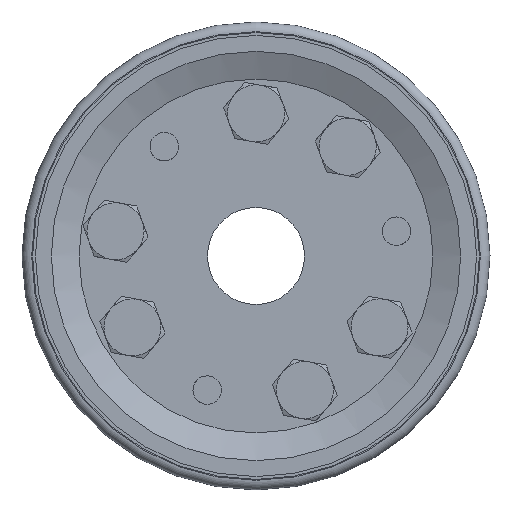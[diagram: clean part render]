
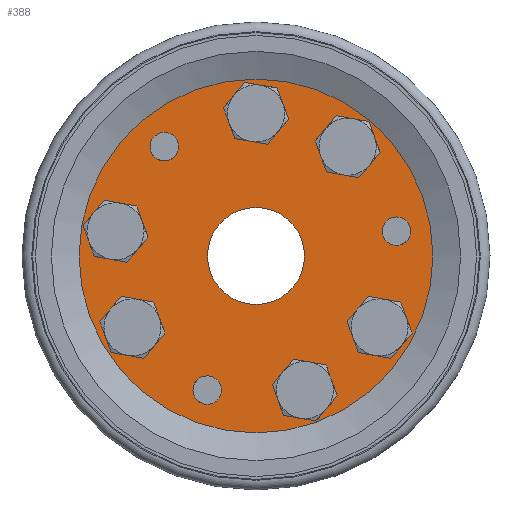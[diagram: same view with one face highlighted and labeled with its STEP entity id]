
A CAD part, left-side view. The second image highlights one B-rep face of the part: STEP entity #388.
In plain terms, the highlighted planar face has unit normal (-1, 0, 0).
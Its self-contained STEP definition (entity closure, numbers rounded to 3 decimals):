
#388 = ADVANCED_FACE( '', ( #1111, #1112, #1113, #1114, #1115, #1116, #1117, #1118, #1119, #1120, #1121 ), #1122, .T. );
#1111 = FACE_BOUND( '', #2344, .T. );
#1112 = FACE_BOUND( '', #2345, .T. );
#1113 = FACE_BOUND( '', #2346, .T. );
#1114 = FACE_BOUND( '', #2347, .T. );
#1115 = FACE_BOUND( '', #2348, .T. );
#1116 = FACE_BOUND( '', #2349, .T. );
#1117 = FACE_OUTER_BOUND( '', #2350, .T. );
#1118 = FACE_BOUND( '', #2351, .T. );
#1119 = FACE_BOUND( '', #2352, .T. );
#1120 = FACE_BOUND( '', #2353, .T. );
#1121 = FACE_BOUND( '', #2354, .T. );
#1122 = PLANE( '', #2355 );
#2344 = EDGE_LOOP( '', ( #3603 ) );
#2345 = EDGE_LOOP( '', ( #3604 ) );
#2346 = EDGE_LOOP( '', ( #3605 ) );
#2347 = EDGE_LOOP( '', ( #3606 ) );
#2348 = EDGE_LOOP( '', ( #3607 ) );
#2349 = EDGE_LOOP( '', ( #3608 ) );
#2350 = EDGE_LOOP( '', ( #3609 ) );
#2351 = EDGE_LOOP( '', ( #3610 ) );
#2352 = EDGE_LOOP( '', ( #3611 ) );
#2353 = EDGE_LOOP( '', ( #3612 ) );
#2354 = EDGE_LOOP( '', ( #3613 ) );
#2355 = AXIS2_PLACEMENT_3D( '', #3614, #3615, #3616 );
#3603 = ORIENTED_EDGE( '', *, *, #6217, .T. );
#3604 = ORIENTED_EDGE( '', *, *, #6218, .T. );
#3605 = ORIENTED_EDGE( '', *, *, #6219, .T. );
#3606 = ORIENTED_EDGE( '', *, *, #6220, .T. );
#3607 = ORIENTED_EDGE( '', *, *, #6193, .T. );
#3608 = ORIENTED_EDGE( '', *, *, #6221, .T. );
#3609 = ORIENTED_EDGE( '', *, *, #6222, .T. );
#3610 = ORIENTED_EDGE( '', *, *, #6223, .T. );
#3611 = ORIENTED_EDGE( '', *, *, #6224, .F. );
#3612 = ORIENTED_EDGE( '', *, *, #6225, .T. );
#3613 = ORIENTED_EDGE( '', *, *, #6226, .T. );
#3614 = CARTESIAN_POINT( '', ( -26.229, -5.464, 6.511 ) );
#3615 = DIRECTION( '', ( -1., 0., 0. ) );
#3616 = DIRECTION( '', ( 0., -0.643, 0.766 ) );
#6193 = EDGE_CURVE( '', #7183, #7183, #7184, .F. );
#6217 = EDGE_CURVE( '', #7225, #7225, #7226, .F. );
#6218 = EDGE_CURVE( '', #7227, #7227, #7228, .F. );
#6219 = EDGE_CURVE( '', #7229, #7229, #7230, .F. );
#6220 = EDGE_CURVE( '', #7231, #7231, #7232, .F. );
#6221 = EDGE_CURVE( '', #7233, #7233, #7234, .F. );
#6222 = EDGE_CURVE( '', #7235, #7235, #7236, .T. );
#6223 = EDGE_CURVE( '', #7237, #7237, #7238, .T. );
#6224 = EDGE_CURVE( '', #7239, #7239, #7240, .T. );
#6225 = EDGE_CURVE( '', #7241, #7241, #7242, .T. );
#6226 = EDGE_CURVE( '', #7243, #7243, #7244, .T. );
#7183 = VERTEX_POINT( '', #8643 );
#7184 = CIRCLE( '', #8644, 4.35 );
#7225 = VERTEX_POINT( '', #8722 );
#7226 = CIRCLE( '', #8723, 4.35 );
#7227 = VERTEX_POINT( '', #8724 );
#7228 = CIRCLE( '', #8725, 4.35 );
#7229 = VERTEX_POINT( '', #8726 );
#7230 = CIRCLE( '', #8727, 4.35 );
#7231 = VERTEX_POINT( '', #8728 );
#7232 = CIRCLE( '', #8729, 4.35 );
#7233 = VERTEX_POINT( '', #8730 );
#7234 = CIRCLE( '', #8731, 4.35 );
#7235 = VERTEX_POINT( '', #8732 );
#7236 = CIRCLE( '', #8733, 31. );
#7237 = VERTEX_POINT( '', #8734 );
#7238 = CIRCLE( '', #8735, 2.5 );
#7239 = VERTEX_POINT( '', #8736 );
#7240 = CIRCLE( '', #8737, 8.5 );
#7241 = VERTEX_POINT( '', #8738 );
#7242 = CIRCLE( '', #8739, 2.5 );
#7243 = VERTEX_POINT( '', #8740 );
#7244 = CIRCLE( '', #8741, 2.5 );
#8643 = CARTESIAN_POINT( '', ( -26.229, -21.651, -8.15 ) );
#8644 = AXIS2_PLACEMENT_3D( '', #10996, #10997, #10998 );
#8722 = CARTESIAN_POINT( '', ( -26.229, 0., 29.35 ) );
#8723 = AXIS2_PLACEMENT_3D( '', #11032, #11033, #11034 );
#8724 = CARTESIAN_POINT( '', ( -26.229, 24.62, 8.691 ) );
#8725 = AXIS2_PLACEMENT_3D( '', #11035, #11036, #11037 );
#8726 = CARTESIAN_POINT( '', ( -26.229, 21.651, -8.15 ) );
#8727 = AXIS2_PLACEMENT_3D( '', #11038, #11039, #11040 );
#8728 = CARTESIAN_POINT( '', ( -26.229, -8.551, -19.142 ) );
#8729 = AXIS2_PLACEMENT_3D( '', #11041, #11042, #11043 );
#8730 = CARTESIAN_POINT( '', ( -26.229, -16.07, 23.501 ) );
#8731 = AXIS2_PLACEMENT_3D( '', #11044, #11045, #11046 );
#8732 = CARTESIAN_POINT( '', ( -26.229, -19.926, 23.747 ) );
#8733 = AXIS2_PLACEMENT_3D( '', #11047, #11048, #11049 );
#8734 = CARTESIAN_POINT( '', ( -26.229, 17.985, 20.758 ) );
#8735 = AXIS2_PLACEMENT_3D( '', #11050, #11051, #11052 );
#8736 = CARTESIAN_POINT( '', ( -26.229, -5.464, 6.511 ) );
#8737 = AXIS2_PLACEMENT_3D( '', #11053, #11054, #11055 );
#8738 = CARTESIAN_POINT( '', ( -26.229, 10.466, -21.885 ) );
#8739 = AXIS2_PLACEMENT_3D( '', #11056, #11057, #11058 );
#8740 = CARTESIAN_POINT( '', ( -26.229, -22.705, 5.948 ) );
#8741 = AXIS2_PLACEMENT_3D( '', #11059, #11060, #11061 );
#10996 = CARTESIAN_POINT( '', ( -26.229, -21.651, -12.5 ) );
#10997 = DIRECTION( '', ( -1., 0., 0. ) );
#10998 = DIRECTION( '', ( 0., 0., 1. ) );
#11032 = CARTESIAN_POINT( '', ( -26.229, 0., 25. ) );
#11033 = DIRECTION( '', ( -1., 0., 0. ) );
#11034 = DIRECTION( '', ( 0., 0., 1. ) );
#11035 = CARTESIAN_POINT( '', ( -26.229, 24.62, 4.341 ) );
#11036 = DIRECTION( '', ( -1., 0., 0. ) );
#11037 = DIRECTION( '', ( 0., 0., 1. ) );
#11038 = CARTESIAN_POINT( '', ( -26.229, 21.651, -12.5 ) );
#11039 = DIRECTION( '', ( -1., 0., 0. ) );
#11040 = DIRECTION( '', ( 0., 0., 1. ) );
#11041 = CARTESIAN_POINT( '', ( -26.229, -8.551, -23.492 ) );
#11042 = DIRECTION( '', ( -1., 0., 0. ) );
#11043 = DIRECTION( '', ( 0., 0., 1. ) );
#11044 = CARTESIAN_POINT( '', ( -26.229, -16.07, 19.151 ) );
#11045 = DIRECTION( '', ( -1., 0., 0. ) );
#11046 = DIRECTION( '', ( 0., 0., 1. ) );
#11047 = CARTESIAN_POINT( '', ( -26.229, 0., 0. ) );
#11048 = DIRECTION( '', ( -1., 0., 0. ) );
#11049 = DIRECTION( '', ( 0., -0.643, 0.766 ) );
#11050 = CARTESIAN_POINT( '', ( -26.229, 16.07, 19.151 ) );
#11051 = DIRECTION( '', ( 1., 0., 0. ) );
#11052 = DIRECTION( '', ( 0., 0.766, 0.643 ) );
#11053 = CARTESIAN_POINT( '', ( -26.229, 0., 0. ) );
#11054 = DIRECTION( '', ( -1., 0., 0. ) );
#11055 = DIRECTION( '', ( 0., -0.643, 0.766 ) );
#11056 = CARTESIAN_POINT( '', ( -26.229, 8.551, -23.492 ) );
#11057 = DIRECTION( '', ( 1., 0., 0. ) );
#11058 = DIRECTION( '', ( 0., 0.766, 0.643 ) );
#11059 = CARTESIAN_POINT( '', ( -26.229, -24.62, 4.341 ) );
#11060 = DIRECTION( '', ( 1., 0., 0. ) );
#11061 = DIRECTION( '', ( 0., 0.766, 0.643 ) );
